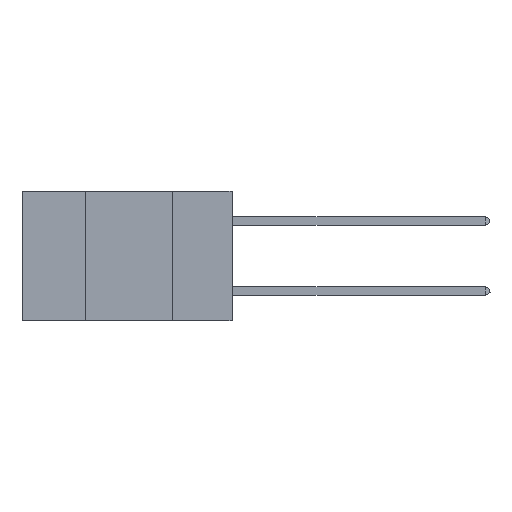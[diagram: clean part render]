
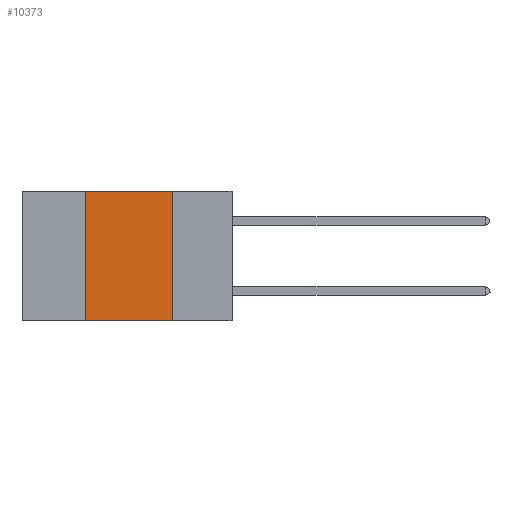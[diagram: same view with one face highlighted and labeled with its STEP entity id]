
A CAD part, left-side view. The second image highlights one B-rep face of the part: STEP entity #10373.
In plain terms, the highlighted planar face has unit normal (-1, 0, 0).
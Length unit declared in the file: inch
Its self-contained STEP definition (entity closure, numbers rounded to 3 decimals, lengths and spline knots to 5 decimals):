
#441 = LINE ( 'NONE', #3832, #5446 ) ;
#876 = DIRECTION ( 'NONE',  ( 0., 0., -1. ) ) ;
#1063 = AXIS2_PLACEMENT_3D ( 'NONE', #13474, #2953, #10346 ) ;
#1137 = EDGE_CURVE ( 'NONE', #10897, #14884, #3501, .T. ) ;
#1716 = VECTOR ( 'NONE', #18076, 39.37008 ) ;
#2466 = FACE_OUTER_BOUND ( 'NONE', #4759, .T. ) ;
#2953 = DIRECTION ( 'NONE',  ( 1., 0., 0. ) ) ;
#3501 = LINE ( 'NONE', #4917, #15977 ) ;
#3832 = CARTESIAN_POINT ( 'NONE',  ( 0., 0.6, -0.37 ) ) ;
#4759 = EDGE_LOOP ( 'NONE', ( #12370, #12134, #16058, #10286 ) ) ;
#4917 = CARTESIAN_POINT ( 'NONE',  ( 0., 0.6, 0. ) ) ;
#5446 = VECTOR ( 'NONE', #7095, 39.37008 ) ;
#5684 = VECTOR ( 'NONE', #876, 39.37008 ) ;
#6405 = CARTESIAN_POINT ( 'NONE',  ( 0., 0.17, 0. ) ) ;
#7095 = DIRECTION ( 'NONE',  ( 0., -1., 0. ) ) ;
#8603 = EDGE_CURVE ( 'NONE', #17178, #10897, #15120, .T. ) ;
#10286 = ORIENTED_EDGE ( 'NONE', *, *, #14374, .T. ) ;
#10346 = DIRECTION ( 'NONE',  ( 0., 0., -1. ) ) ;
#10373 = ADVANCED_FACE ( 'NONE', ( #2466 ), #16350, .F. ) ;
#10897 = VERTEX_POINT ( 'NONE', #17464 ) ;
#11057 = CARTESIAN_POINT ( 'NONE',  ( 0., 0.42, -0.37 ) ) ;
#11477 = CARTESIAN_POINT ( 'NONE',  ( 0., 0.17, -0.37 ) ) ;
#12134 = ORIENTED_EDGE ( 'NONE', *, *, #1137, .F. ) ;
#12370 = ORIENTED_EDGE ( 'NONE', *, *, #14381, .F. ) ;
#12550 = VERTEX_POINT ( 'NONE', #11477 ) ;
#13474 = CARTESIAN_POINT ( 'NONE',  ( 0., 0.6, 0. ) ) ;
#14374 = EDGE_CURVE ( 'NONE', #17178, #12550, #441, .T. ) ;
#14381 = EDGE_CURVE ( 'NONE', #14884, #12550, #16917, .T. ) ;
#14884 = VERTEX_POINT ( 'NONE', #6405 ) ;
#15120 = LINE ( 'NONE', #16009, #1716 ) ;
#15977 = VECTOR ( 'NONE', #18440, 39.37008 ) ;
#16009 = CARTESIAN_POINT ( 'NONE',  ( 0., 0.42, 0. ) ) ;
#16058 = ORIENTED_EDGE ( 'NONE', *, *, #8603, .F. ) ;
#16350 = PLANE ( 'NONE',  #1063 ) ;
#16917 = LINE ( 'NONE', #19077, #5684 ) ;
#17178 = VERTEX_POINT ( 'NONE', #11057 ) ;
#17464 = CARTESIAN_POINT ( 'NONE',  ( 0., 0.42, 0. ) ) ;
#18076 = DIRECTION ( 'NONE',  ( 0., 0., 1. ) ) ;
#18440 = DIRECTION ( 'NONE',  ( 0., -1., 0. ) ) ;
#19077 = CARTESIAN_POINT ( 'NONE',  ( 0., 0.17, 0. ) ) ;
